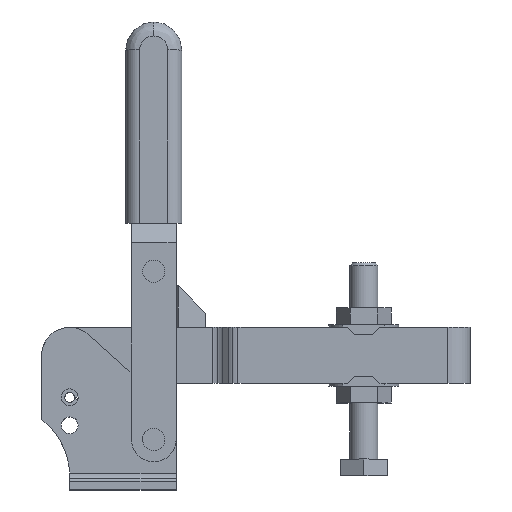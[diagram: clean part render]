
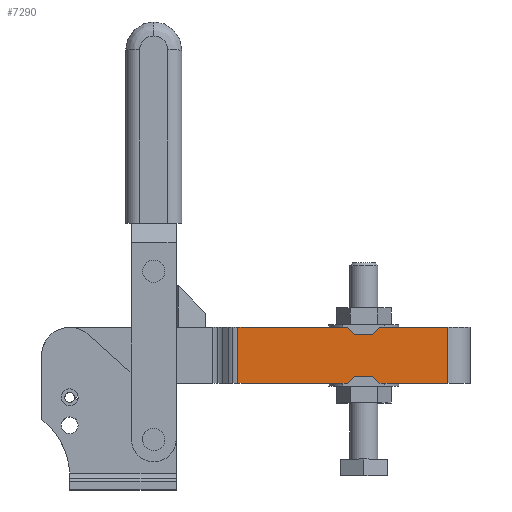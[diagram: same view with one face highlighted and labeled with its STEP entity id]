
A CAD part, top view. The second image highlights one B-rep face of the part: STEP entity #7290.
In plain terms, the highlighted free-form (B-spline) face has degree [1, 1] with [2, 2] control points.
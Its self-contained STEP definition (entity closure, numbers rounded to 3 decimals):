
#5907=CARTESIAN_POINT('',(-760.059,72.959,21.885));
#5908=VERTEX_POINT('',#5907);
#5916=CARTESIAN_POINT('',(-760.059,92.959,21.885));
#5917=VERTEX_POINT('',#5916);
#5918=CARTESIAN_POINT('',(-760.059,72.959,21.885));
#5919=DIRECTION('',(0.0,1.0,0.0));
#5920=VECTOR('',#5919,20.);
#5921=LINE('',#5918,#5920);
#5922=EDGE_CURVE('',#5908,#5917,#5921,.T.);
#6369=CARTESIAN_POINT('',(-685.13,92.959,21.885));
#6370=VERTEX_POINT('',#6369);
#6378=CARTESIAN_POINT('',(-685.13,72.959,21.885));
#6379=VERTEX_POINT('',#6378);
#6380=CARTESIAN_POINT('',(-685.13,72.959,21.885));
#6381=DIRECTION('',(0.0,1.0,0.0));
#6382=VECTOR('',#6381,20.);
#6383=LINE('',#6380,#6382);
#6384=EDGE_CURVE('',#6379,#6370,#6383,.T.);
#6641=CARTESIAN_POINT('',(-760.059,72.959,21.885));
#6642=DIRECTION('',(1.0,0.0,0.0));
#6643=VECTOR('',#6642,74.929);
#6644=LINE('',#6641,#6643);
#6645=EDGE_CURVE('',#5908,#6379,#6644,.T.);
#7274=CARTESIAN_POINT('',(-685.13,72.959,21.885));
#7275=CARTESIAN_POINT('',(-685.13,92.959,21.885));
#7276=CARTESIAN_POINT('',(-760.059,72.959,21.885));
#7277=CARTESIAN_POINT('',(-760.059,92.959,21.885));
#7278=B_SPLINE_SURFACE_WITH_KNOTS('',1,1,((#7274,#7276),(#7275,#7277)),.UNSPECIFIED.,.F.,.F.,.U.,(2,2),(2,2),(0.0,20.),(0.0,74.929),.UNSPECIFIED.);
#7279=CARTESIAN_POINT('',(-760.059,92.959,21.885));
#7280=DIRECTION('',(1.0,0.0,0.0));
#7281=VECTOR('',#7280,74.929);
#7282=LINE('',#7279,#7281);
#7283=EDGE_CURVE('',#5917,#6370,#7282,.T.);
#7284=ORIENTED_EDGE('',*,*,#7283,.F.);
#7285=ORIENTED_EDGE('',*,*,#5922,.F.);
#7286=ORIENTED_EDGE('',*,*,#6645,.T.);
#7287=ORIENTED_EDGE('',*,*,#6384,.T.);
#7288=EDGE_LOOP('',(#7284,#7285,#7286,#7287));
#7289=FACE_OUTER_BOUND('',#7288,.T.);
#7290=ADVANCED_FACE('',(#7289),#7278,.T.);
